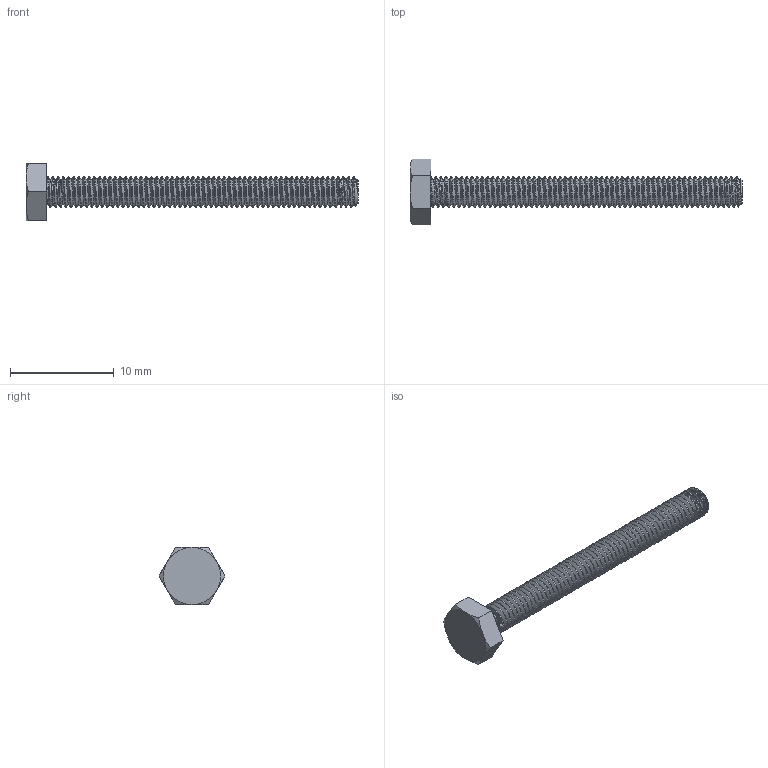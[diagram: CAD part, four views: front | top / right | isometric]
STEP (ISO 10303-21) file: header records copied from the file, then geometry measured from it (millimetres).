
FILE_DESCRIPTION (( 'STEP AP214' ), '1' );
FILE_NAME ('M3x40 Capscrew detailed.STEP', '2015-10-20T11:22:17', ( '' ), ( '' ), 'SwSTEP 2.0', 'SolidWorks 2015', '' );
FILE_SCHEMA (( 'AUTOMOTIVE_DESIGN' ));
Length unit declared in the file: millimetre
Products named in the file (1): M3x40 Capscrew detailed
Bounding box: 32 x 6.35 x 5.5 mm (x, y, z)
Volume: 222.3 mm3; surface area: 528.5 mm2
Topology: 1 solids, 1 shells, 140 faces, 404 edges, 267 vertices
Faces by surface type: cylinder 120, plane 9, cone 8, bspline 3
Entity records: 11638 total; most frequent: CARTESIAN_POINT 8689, ORIENTED_EDGE 808, DIRECTION 429, EDGE_CURVE 404, VERTEX_POINT 267, AXIS2_PLACEMENT_3D 148, EDGE_LOOP 141, FACE_OUTER_BOUND 140
